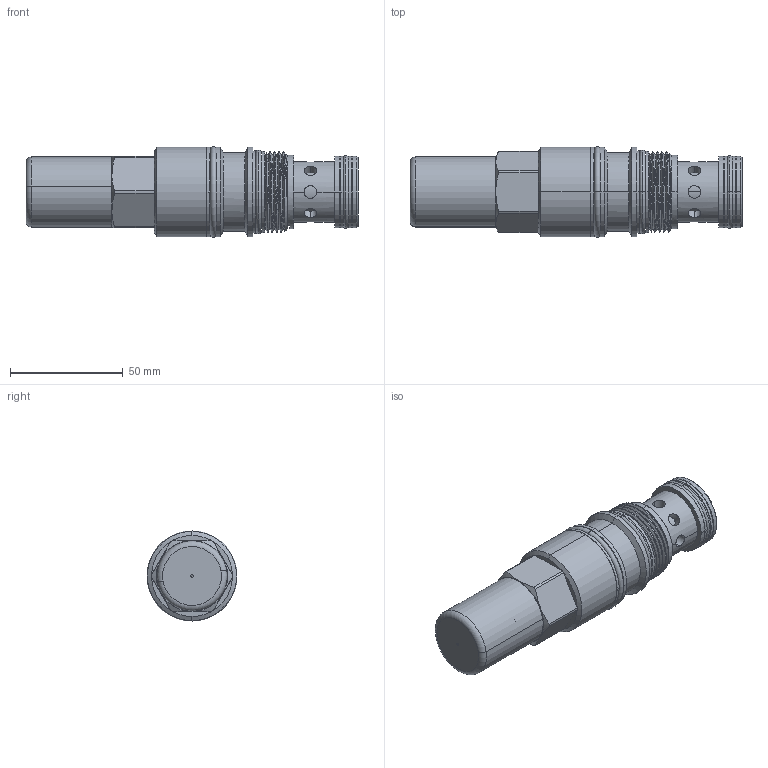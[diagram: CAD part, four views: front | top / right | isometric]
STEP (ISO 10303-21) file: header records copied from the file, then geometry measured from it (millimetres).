
FILE_DESCRIPTION (( 'STEP AP203' ), '1' );
FILE_NAME ('PD17A3J-C.STEP', '2020-03-23T02:49:34', ( '' ), ( '' ), 'SwSTEP 2.0', 'SolidWorks 2018', '' );
FILE_SCHEMA (( 'CONFIG_CONTROL_DESIGN' ));
Length unit declared in the file: millimetre
Products named in the file (1): PD17A3J-C
Bounding box: 147.55 x 40.39 x 40.39 mm (x, y, z)
Volume: 115448.8 mm3; surface area: 35494.6 mm2
Topology: 9 solids, 18 shells, 359 faces, 812 edges, 507 vertices
Faces by surface type: cylinder 184, plane 86, cone 42, torus 38, bspline 9
Entity records: 17415 total; most frequent: CARTESIAN_POINT 9372, DIRECTION 1723, ORIENTED_EDGE 1620, EDGE_CURVE 810, AXIS2_PLACEMENT_3D 729, VERTEX_POINT 507, EDGE_LOOP 411, CIRCLE 378
